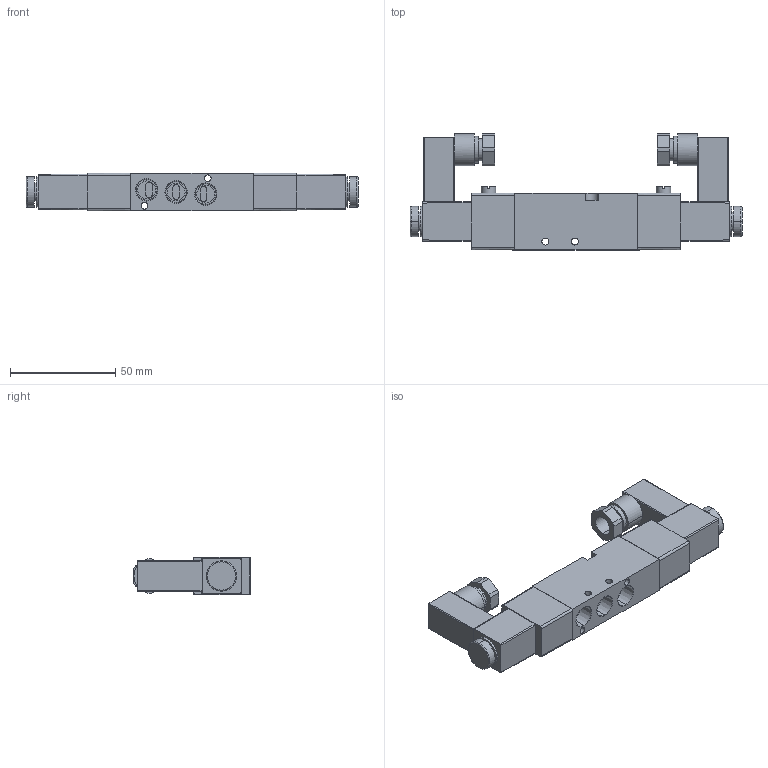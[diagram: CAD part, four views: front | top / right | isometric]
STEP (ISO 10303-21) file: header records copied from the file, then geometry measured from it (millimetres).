
FILE_DESCRIPTION (( 'STEP AP203' ), '1' );
FILE_NAME ('AVS-513E1-120A.step', '2022-09-07T20:13:53', ( '' ), ( '' ), 'SwSTEP 2.0', 'SolidWorks 2021', '' );
FILE_SCHEMA (( 'CONFIG_CONTROL_DESIGN' ));
Length unit declared in the file: millimetre
Products named in the file (1): AVS-513E1-120A
Bounding box: 157.4 x 55 x 18 mm (x, y, z)
Volume: 77332.4 mm3; surface area: 24996.9 mm2
Topology: 5 solids, 5 shells, 246 faces, 586 edges, 382 vertices
Faces by surface type: plane 131, cylinder 91, cone 20, torus 4
Entity records: 7208 total; most frequent: CARTESIAN_POINT 1352, DIRECTION 1233, ORIENTED_EDGE 1172, EDGE_CURVE 586, AXIS2_PLACEMENT_3D 445, VERTEX_POINT 382, LINE 343, VECTOR 343
